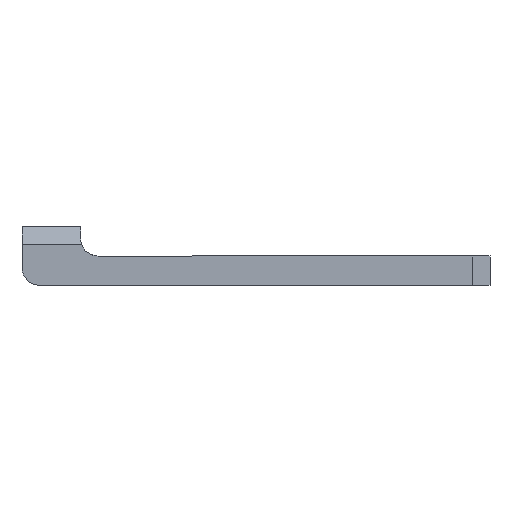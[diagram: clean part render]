
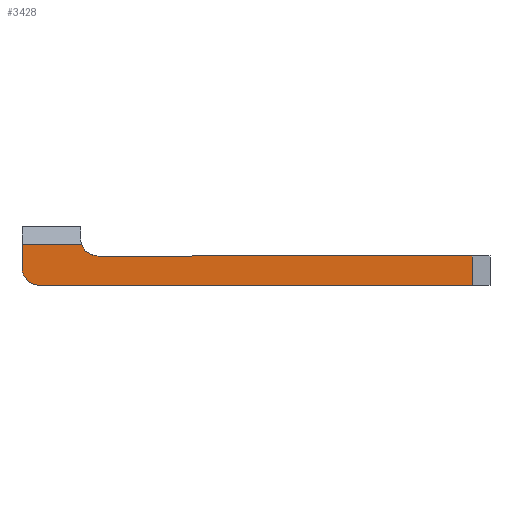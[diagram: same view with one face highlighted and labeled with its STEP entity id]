
A CAD part, front view. The second image highlights one B-rep face of the part: STEP entity #3428.
In plain terms, the highlighted planar face has unit normal (0, -1, 0).
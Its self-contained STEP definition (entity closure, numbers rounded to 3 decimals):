
#44 = PLANE('',#45);
#45 = AXIS2_PLACEMENT_3D('',#46,#47,#48);
#46 = CARTESIAN_POINT('',(-4.101,-61.893,-5.));
#47 = DIRECTION('',(0.,0.,-1.));
#48 = DIRECTION('',(0.,-1.,0.));
#100 = PLANE('',#101);
#101 = AXIS2_PLACEMENT_3D('',#102,#103,#104);
#102 = CARTESIAN_POINT('',(-2.551,-52.,0.));
#103 = DIRECTION('',(0.,0.,1.));
#104 = DIRECTION('',(1.,0.,0.));
#329 = VERTEX_POINT('',#330);
#330 = CARTESIAN_POINT('',(31.,-64.5,-5.));
#344 = PLANE('',#345);
#345 = AXIS2_PLACEMENT_3D('',#346,#347,#348);
#346 = CARTESIAN_POINT('',(32.5,-63.,0.));
#347 = DIRECTION('',(-0.707,0.707,0.)
  );
#348 = DIRECTION('',(0.,0.,1.));
#356 = EDGE_CURVE('',#329,#357,#359,.T.);
#357 = VERTEX_POINT('',#358);
#358 = CARTESIAN_POINT('',(-43.,-64.5,-5.));
#359 = SURFACE_CURVE('',#360,(#364,#371),.PCURVE_S1.);
#360 = LINE('',#361,#362);
#361 = CARTESIAN_POINT('',(34.,-64.5,-5.));
#362 = VECTOR('',#363,1.);
#363 = DIRECTION('',(-1.,0.,0.));
#364 = PCURVE('',#44,#365);
#365 = DEFINITIONAL_REPRESENTATION('',(#366),#370);
#366 = LINE('',#367,#368);
#367 = CARTESIAN_POINT('',(2.607,-38.101));
#368 = VECTOR('',#369,1.);
#369 = DIRECTION('',(0.,1.));
#370 = ( GEOMETRIC_REPRESENTATION_CONTEXT(2) 
PARAMETRIC_REPRESENTATION_CONTEXT() REPRESENTATION_CONTEXT('2D SPACE',''
  ) );
#371 = PCURVE('',#372,#377);
#372 = PLANE('',#373);
#373 = AXIS2_PLACEMENT_3D('',#374,#375,#376);
#374 = CARTESIAN_POINT('',(-7.789,-64.5,-2.281));
#375 = DIRECTION('',(0.,-1.,0.));
#376 = DIRECTION('',(0.,0.,-1.));
#377 = DEFINITIONAL_REPRESENTATION('',(#378),#382);
#378 = LINE('',#379,#380);
#379 = CARTESIAN_POINT('',(2.719,41.789));
#380 = VECTOR('',#381,1.);
#381 = DIRECTION('',(0.,-1.));
#382 = ( GEOMETRIC_REPRESENTATION_CONTEXT(2) 
PARAMETRIC_REPRESENTATION_CONTEXT() REPRESENTATION_CONTEXT('2D SPACE',''
  ) );
#400 = CYLINDRICAL_SURFACE('',#401,3.);
#401 = AXIS2_PLACEMENT_3D('',#402,#403,#404);
#402 = CARTESIAN_POINT('',(-43.,-64.5,-2.));
#403 = DIRECTION('',(0.,1.,0.));
#404 = DIRECTION('',(-1.,0.,0.));
#1579 = VERTEX_POINT('',#1580);
#1580 = CARTESIAN_POINT('',(-33.,-64.5,0.));
#1594 = CYLINDRICAL_SURFACE('',#1595,3.);
#1595 = AXIS2_PLACEMENT_3D('',#1596,#1597,#1598);
#1596 = CARTESIAN_POINT('',(-33.,-64.5,3.));
#1597 = DIRECTION('',(0.,1.,0.));
#1598 = DIRECTION('',(-1.,0.,0.));
#1606 = EDGE_CURVE('',#1579,#1607,#1609,.T.);
#1607 = VERTEX_POINT('',#1608);
#1608 = CARTESIAN_POINT('',(31.,-64.5,0.));
#1609 = SURFACE_CURVE('',#1610,(#1614,#1621),.PCURVE_S1.);
#1610 = LINE('',#1611,#1612);
#1611 = CARTESIAN_POINT('',(-36.,-64.5,0.));
#1612 = VECTOR('',#1613,1.);
#1613 = DIRECTION('',(1.,0.,0.));
#1614 = PCURVE('',#100,#1615);
#1615 = DEFINITIONAL_REPRESENTATION('',(#1616),#1620);
#1616 = LINE('',#1617,#1618);
#1617 = CARTESIAN_POINT('',(-33.449,-12.5));
#1618 = VECTOR('',#1619,1.);
#1619 = DIRECTION('',(1.,0.));
#1620 = ( GEOMETRIC_REPRESENTATION_CONTEXT(2) 
PARAMETRIC_REPRESENTATION_CONTEXT() REPRESENTATION_CONTEXT('2D SPACE',''
  ) );
#1621 = PCURVE('',#372,#1622);
#1622 = DEFINITIONAL_REPRESENTATION('',(#1623),#1627);
#1623 = LINE('',#1624,#1625);
#1624 = CARTESIAN_POINT('',(-2.281,-28.211));
#1625 = VECTOR('',#1626,1.);
#1626 = DIRECTION('',(0.,1.));
#1627 = ( GEOMETRIC_REPRESENTATION_CONTEXT(2) 
PARAMETRIC_REPRESENTATION_CONTEXT() REPRESENTATION_CONTEXT('2D SPACE',''
  ) );
#3247 = PLANE('',#3248);
#3248 = AXIS2_PLACEMENT_3D('',#3249,#3250,#3251);
#3249 = CARTESIAN_POINT('',(-46.,-64.5,-5.));
#3250 = DIRECTION('',(1.,0.,0.));
#3251 = DIRECTION('',(0.,0.,1.));
#3356 = VERTEX_POINT('',#3357);
#3357 = CARTESIAN_POINT('',(-46.,-64.5,-2.));
#3378 = EDGE_CURVE('',#3356,#357,#3379,.T.);
#3379 = SURFACE_CURVE('',#3380,(#3385,#3392),.PCURVE_S1.);
#3380 = CIRCLE('',#3381,3.);
#3381 = AXIS2_PLACEMENT_3D('',#3382,#3383,#3384);
#3382 = CARTESIAN_POINT('',(-43.,-64.5,-2.));
#3383 = DIRECTION('',(0.,-1.,0.));
#3384 = DIRECTION('',(0.,0.,1.));
#3385 = PCURVE('',#400,#3386);
#3386 = DEFINITIONAL_REPRESENTATION('',(#3387),#3391);
#3387 = LINE('',#3388,#3389);
#3388 = CARTESIAN_POINT('',(1.571,-0.));
#3389 = VECTOR('',#3390,1.);
#3390 = DIRECTION('',(-1.,0.));
#3391 = ( GEOMETRIC_REPRESENTATION_CONTEXT(2) 
PARAMETRIC_REPRESENTATION_CONTEXT() REPRESENTATION_CONTEXT('2D SPACE',''
  ) );
#3392 = PCURVE('',#372,#3393);
#3393 = DEFINITIONAL_REPRESENTATION('',(#3394),#3398);
#3394 = CIRCLE('',#3395,3.);
#3395 = AXIS2_PLACEMENT_2D('',#3396,#3397);
#3396 = CARTESIAN_POINT('',(-0.281,-35.211));
#3397 = DIRECTION('',(-1.,0.));
#3398 = ( GEOMETRIC_REPRESENTATION_CONTEXT(2) 
PARAMETRIC_REPRESENTATION_CONTEXT() REPRESENTATION_CONTEXT('2D SPACE',''
  ) );
#3406 = EDGE_CURVE('',#1607,#329,#3407,.T.);
#3407 = SURFACE_CURVE('',#3408,(#3412,#3419),.PCURVE_S1.);
#3408 = LINE('',#3409,#3410);
#3409 = CARTESIAN_POINT('',(31.,-64.5,0.));
#3410 = VECTOR('',#3411,1.);
#3411 = DIRECTION('',(0.,0.,-1.));
#3412 = PCURVE('',#344,#3413);
#3413 = DEFINITIONAL_REPRESENTATION('',(#3414),#3418);
#3414 = LINE('',#3415,#3416);
#3415 = CARTESIAN_POINT('',(-0.,-2.121));
#3416 = VECTOR('',#3417,1.);
#3417 = DIRECTION('',(-1.,0.));
#3418 = ( GEOMETRIC_REPRESENTATION_CONTEXT(2) 
PARAMETRIC_REPRESENTATION_CONTEXT() REPRESENTATION_CONTEXT('2D SPACE',''
  ) );
#3419 = PCURVE('',#372,#3420);
#3420 = DEFINITIONAL_REPRESENTATION('',(#3421),#3425);
#3421 = LINE('',#3422,#3423);
#3422 = CARTESIAN_POINT('',(-2.281,38.789));
#3423 = VECTOR('',#3424,1.);
#3424 = DIRECTION('',(1.,0.));
#3425 = ( GEOMETRIC_REPRESENTATION_CONTEXT(2) 
PARAMETRIC_REPRESENTATION_CONTEXT() REPRESENTATION_CONTEXT('2D SPACE',''
  ) );
#3428 = ADVANCED_FACE('',(#3429),#372,.T.);
#3429 = FACE_BOUND('',#3430,.T.);
#3430 = EDGE_LOOP('',(#3431,#3432,#3433,#3434,#3458,#3486,#3507));
#3431 = ORIENTED_EDGE('',*,*,#356,.F.);
#3432 = ORIENTED_EDGE('',*,*,#3406,.F.);
#3433 = ORIENTED_EDGE('',*,*,#1606,.F.);
#3434 = ORIENTED_EDGE('',*,*,#3435,.F.);
#3435 = EDGE_CURVE('',#3436,#1579,#3438,.T.);
#3436 = VERTEX_POINT('',#3437);
#3437 = CARTESIAN_POINT('',(-35.828,-64.5,2.));
#3438 = SURFACE_CURVE('',#3439,(#3444,#3451),.PCURVE_S1.);
#3439 = CIRCLE('',#3440,3.);
#3440 = AXIS2_PLACEMENT_3D('',#3441,#3442,#3443);
#3441 = CARTESIAN_POINT('',(-33.,-64.5,3.));
#3442 = DIRECTION('',(0.,-1.,0.));
#3443 = DIRECTION('',(0.,0.,1.));
#3444 = PCURVE('',#372,#3445);
#3445 = DEFINITIONAL_REPRESENTATION('',(#3446),#3450);
#3446 = CIRCLE('',#3447,3.);
#3447 = AXIS2_PLACEMENT_2D('',#3448,#3449);
#3448 = CARTESIAN_POINT('',(-5.281,-25.211));
#3449 = DIRECTION('',(-1.,0.));
#3450 = ( GEOMETRIC_REPRESENTATION_CONTEXT(2) 
PARAMETRIC_REPRESENTATION_CONTEXT() REPRESENTATION_CONTEXT('2D SPACE',''
  ) );
#3451 = PCURVE('',#1594,#3452);
#3452 = DEFINITIONAL_REPRESENTATION('',(#3453),#3457);
#3453 = LINE('',#3454,#3455);
#3454 = CARTESIAN_POINT('',(1.571,-0.));
#3455 = VECTOR('',#3456,1.);
#3456 = DIRECTION('',(-1.,0.));
#3457 = ( GEOMETRIC_REPRESENTATION_CONTEXT(2) 
PARAMETRIC_REPRESENTATION_CONTEXT() REPRESENTATION_CONTEXT('2D SPACE',''
  ) );
#3458 = ORIENTED_EDGE('',*,*,#3459,.F.);
#3459 = EDGE_CURVE('',#3460,#3436,#3462,.T.);
#3460 = VERTEX_POINT('',#3461);
#3461 = CARTESIAN_POINT('',(-46.,-64.5,2.));
#3462 = SURFACE_CURVE('',#3463,(#3467,#3474),.PCURVE_S1.);
#3463 = LINE('',#3464,#3465);
#3464 = CARTESIAN_POINT('',(-46.,-64.5,2.));
#3465 = VECTOR('',#3466,1.);
#3466 = DIRECTION('',(1.,0.,0.));
#3467 = PCURVE('',#372,#3468);
#3468 = DEFINITIONAL_REPRESENTATION('',(#3469),#3473);
#3469 = LINE('',#3470,#3471);
#3470 = CARTESIAN_POINT('',(-4.281,-38.211));
#3471 = VECTOR('',#3472,1.);
#3472 = DIRECTION('',(0.,1.));
#3473 = ( GEOMETRIC_REPRESENTATION_CONTEXT(2) 
PARAMETRIC_REPRESENTATION_CONTEXT() REPRESENTATION_CONTEXT('2D SPACE',''
  ) );
#3474 = PCURVE('',#3475,#3480);
#3475 = PLANE('',#3476);
#3476 = AXIS2_PLACEMENT_3D('',#3477,#3478,#3479);
#3477 = CARTESIAN_POINT('',(-46.,-63.,3.5));
#3478 = DIRECTION('',(0.,-0.707,0.707));
#3479 = DIRECTION('',(1.,0.,0.));
#3480 = DEFINITIONAL_REPRESENTATION('',(#3481),#3485);
#3481 = LINE('',#3482,#3483);
#3482 = CARTESIAN_POINT('',(0.,-2.121));
#3483 = VECTOR('',#3484,1.);
#3484 = DIRECTION('',(1.,0.));
#3485 = ( GEOMETRIC_REPRESENTATION_CONTEXT(2) 
PARAMETRIC_REPRESENTATION_CONTEXT() REPRESENTATION_CONTEXT('2D SPACE',''
  ) );
#3486 = ORIENTED_EDGE('',*,*,#3487,.F.);
#3487 = EDGE_CURVE('',#3356,#3460,#3488,.T.);
#3488 = SURFACE_CURVE('',#3489,(#3493,#3500),.PCURVE_S1.);
#3489 = LINE('',#3490,#3491);
#3490 = CARTESIAN_POINT('',(-46.,-64.5,-5.));
#3491 = VECTOR('',#3492,1.);
#3492 = DIRECTION('',(0.,0.,1.));
#3493 = PCURVE('',#372,#3494);
#3494 = DEFINITIONAL_REPRESENTATION('',(#3495),#3499);
#3495 = LINE('',#3496,#3497);
#3496 = CARTESIAN_POINT('',(2.719,-38.211));
#3497 = VECTOR('',#3498,1.);
#3498 = DIRECTION('',(-1.,0.));
#3499 = ( GEOMETRIC_REPRESENTATION_CONTEXT(2) 
PARAMETRIC_REPRESENTATION_CONTEXT() REPRESENTATION_CONTEXT('2D SPACE',''
  ) );
#3500 = PCURVE('',#3247,#3501);
#3501 = DEFINITIONAL_REPRESENTATION('',(#3502),#3506);
#3502 = LINE('',#3503,#3504);
#3503 = CARTESIAN_POINT('',(0.,0.));
#3504 = VECTOR('',#3505,1.);
#3505 = DIRECTION('',(1.,0.));
#3506 = ( GEOMETRIC_REPRESENTATION_CONTEXT(2) 
PARAMETRIC_REPRESENTATION_CONTEXT() REPRESENTATION_CONTEXT('2D SPACE',''
  ) );
#3507 = ORIENTED_EDGE('',*,*,#3378,.T.);
